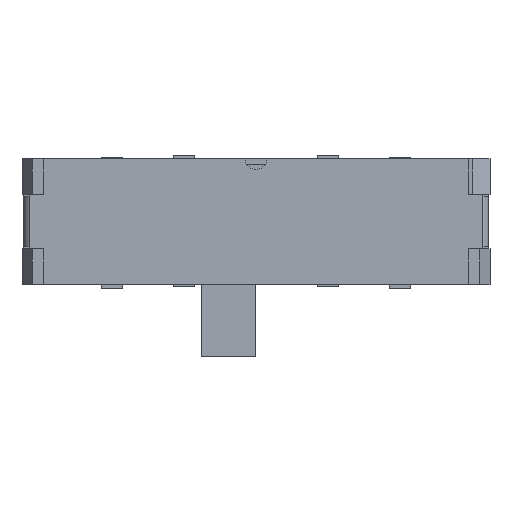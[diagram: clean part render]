
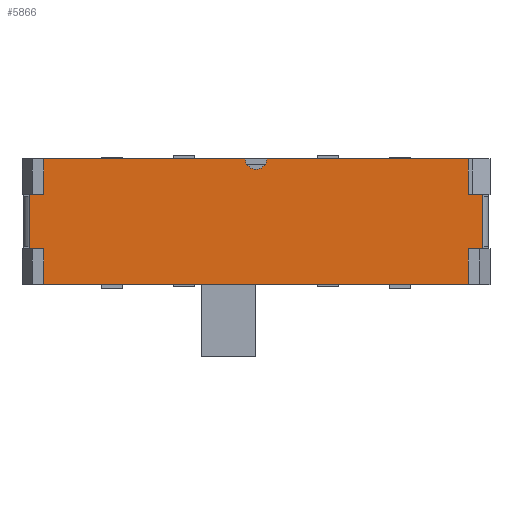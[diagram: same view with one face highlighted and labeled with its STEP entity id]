
A CAD part, top view. The second image highlights one B-rep face of the part: STEP entity #5866.
In plain terms, the highlighted planar face has unit normal (0, 0, 1).
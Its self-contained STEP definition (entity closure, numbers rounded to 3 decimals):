
#175=FACE_OUTER_BOUND('',#506,.T.);
#506=EDGE_LOOP('',(#3977,#3978,#3979,#3980,#3981,#3982,#3983,#3984,#3985,
#3986,#3987,#3988,#3989,#3990));
#812=CIRCLE('',#6260,0.3);
#916=LINE('',#8222,#1685);
#920=LINE('',#8231,#1689);
#924=LINE('',#8238,#1693);
#927=LINE('',#8244,#1696);
#930=LINE('',#8250,#1699);
#933=LINE('',#8256,#1702);
#936=LINE('',#8262,#1705);
#939=LINE('',#8268,#1708);
#942=LINE('',#8274,#1711);
#945=LINE('',#8280,#1714);
#948=LINE('',#8286,#1717);
#950=LINE('',#8289,#1719);
#951=LINE('',#8292,#1720);
#1685=VECTOR('',#6749,1.);
#1689=VECTOR('',#6755,1.);
#1693=VECTOR('',#6761,1.);
#1696=VECTOR('',#6766,1.);
#1699=VECTOR('',#6771,1.);
#1702=VECTOR('',#6776,1.);
#1705=VECTOR('',#6781,1.);
#1708=VECTOR('',#6786,1.);
#1711=VECTOR('',#6791,1.);
#1714=VECTOR('',#6796,1.);
#1717=VECTOR('',#6801,1.);
#1719=VECTOR('',#6805,1.);
#1720=VECTOR('',#6808,1.);
#2430=VERTEX_POINT('',#8219);
#2431=VERTEX_POINT('',#8221);
#2434=VERTEX_POINT('',#8228);
#2435=VERTEX_POINT('',#8230);
#2437=VERTEX_POINT('',#8236);
#2439=VERTEX_POINT('',#8242);
#2441=VERTEX_POINT('',#8248);
#2443=VERTEX_POINT('',#8254);
#2445=VERTEX_POINT('',#8260);
#2447=VERTEX_POINT('',#8266);
#2449=VERTEX_POINT('',#8272);
#2451=VERTEX_POINT('',#8278);
#2453=VERTEX_POINT('',#8284);
#2454=VERTEX_POINT('',#8291);
#3004=EDGE_CURVE('',#2431,#2430,#916,.T.);
#3008=EDGE_CURVE('',#2435,#2434,#920,.T.);
#3012=EDGE_CURVE('',#2434,#2437,#924,.T.);
#3015=EDGE_CURVE('',#2437,#2439,#927,.T.);
#3018=EDGE_CURVE('',#2439,#2441,#930,.T.);
#3021=EDGE_CURVE('',#2441,#2443,#933,.T.);
#3024=EDGE_CURVE('',#2443,#2445,#936,.T.);
#3027=EDGE_CURVE('',#2445,#2447,#939,.T.);
#3030=EDGE_CURVE('',#2447,#2449,#942,.T.);
#3033=EDGE_CURVE('',#2449,#2451,#945,.T.);
#3036=EDGE_CURVE('',#2451,#2453,#948,.T.);
#3038=EDGE_CURVE('',#2453,#2431,#950,.T.);
#3039=EDGE_CURVE('',#2454,#2435,#951,.T.);
#3042=EDGE_CURVE('',#2454,#2430,#812,.T.);
#3977=ORIENTED_EDGE('',*,*,#3004,.T.);
#3978=ORIENTED_EDGE('',*,*,#3042,.F.);
#3979=ORIENTED_EDGE('',*,*,#3039,.T.);
#3980=ORIENTED_EDGE('',*,*,#3008,.T.);
#3981=ORIENTED_EDGE('',*,*,#3012,.T.);
#3982=ORIENTED_EDGE('',*,*,#3015,.T.);
#3983=ORIENTED_EDGE('',*,*,#3018,.T.);
#3984=ORIENTED_EDGE('',*,*,#3021,.T.);
#3985=ORIENTED_EDGE('',*,*,#3024,.T.);
#3986=ORIENTED_EDGE('',*,*,#3027,.T.);
#3987=ORIENTED_EDGE('',*,*,#3030,.T.);
#3988=ORIENTED_EDGE('',*,*,#3033,.T.);
#3989=ORIENTED_EDGE('',*,*,#3036,.T.);
#3990=ORIENTED_EDGE('',*,*,#3038,.T.);
#5388=PLANE('',#6259);
#5866=ADVANCED_FACE('',(#175),#5388,.F.);
#6259=AXIS2_PLACEMENT_3D('',#8296,#6811,#6812);
#6260=AXIS2_PLACEMENT_3D('',#8297,#6813,#6814);
#6749=DIRECTION('',(-1.,0.,0.));
#6755=DIRECTION('',(0.,-1.,0.));
#6761=DIRECTION('',(-1.,0.,0.));
#6766=DIRECTION('',(0.,-1.,0.));
#6771=DIRECTION('',(1.,0.,0.));
#6776=DIRECTION('',(0.,-1.,0.));
#6781=DIRECTION('',(1.,0.,0.));
#6786=DIRECTION('',(0.,1.,0.));
#6791=DIRECTION('',(1.,0.,0.));
#6796=DIRECTION('',(0.,1.,0.));
#6801=DIRECTION('',(-1.,0.,0.));
#6805=DIRECTION('',(0.,1.,0.));
#6808=DIRECTION('',(-1.,0.,0.));
#6811=DIRECTION('center_axis',(0.,0.,-1.));
#6812=DIRECTION('ref_axis',(-1.,0.,0.));
#6813=DIRECTION('center_axis',(0.,0.,1.));
#6814=DIRECTION('ref_axis',(1.,0.,0.));
#8219=CARTESIAN_POINT('',(-7.414,9.719,2.));
#8221=CARTESIAN_POINT('',(-1.814,9.719,2.));
#8222=CARTESIAN_POINT('',(-13.614,9.719,2.));
#8228=CARTESIAN_POINT('',(-13.614,8.719,2.));
#8230=CARTESIAN_POINT('',(-13.614,9.719,2.));
#8231=CARTESIAN_POINT('',(-13.614,9.719,2.));
#8236=CARTESIAN_POINT('',(-14.014,8.719,2.));
#8238=CARTESIAN_POINT('',(-13.614,8.719,2.));
#8242=CARTESIAN_POINT('',(-14.014,7.219,2.));
#8244=CARTESIAN_POINT('',(-14.014,8.719,2.));
#8248=CARTESIAN_POINT('',(-13.614,7.219,2.));
#8250=CARTESIAN_POINT('',(-14.014,7.219,2.));
#8254=CARTESIAN_POINT('',(-13.614,6.219,2.));
#8256=CARTESIAN_POINT('',(-13.614,7.219,2.));
#8260=CARTESIAN_POINT('',(-1.814,6.219,2.));
#8262=CARTESIAN_POINT('',(-13.614,6.219,2.));
#8266=CARTESIAN_POINT('',(-1.814,7.219,2.));
#8268=CARTESIAN_POINT('',(-1.814,7.219,2.));
#8272=CARTESIAN_POINT('',(-1.414,7.219,2.));
#8274=CARTESIAN_POINT('',(-1.414,7.219,2.));
#8278=CARTESIAN_POINT('',(-1.414,8.719,2.));
#8280=CARTESIAN_POINT('',(-1.414,8.719,2.));
#8284=CARTESIAN_POINT('',(-1.814,8.719,2.));
#8286=CARTESIAN_POINT('',(-1.814,8.719,2.));
#8289=CARTESIAN_POINT('',(-1.814,9.719,2.));
#8291=CARTESIAN_POINT('',(-8.014,9.719,2.));
#8292=CARTESIAN_POINT('',(-13.614,9.719,2.));
#8296=CARTESIAN_POINT('Origin',(-7.714,7.969,2.));
#8297=CARTESIAN_POINT('Origin',(-7.714,9.719,2.));
